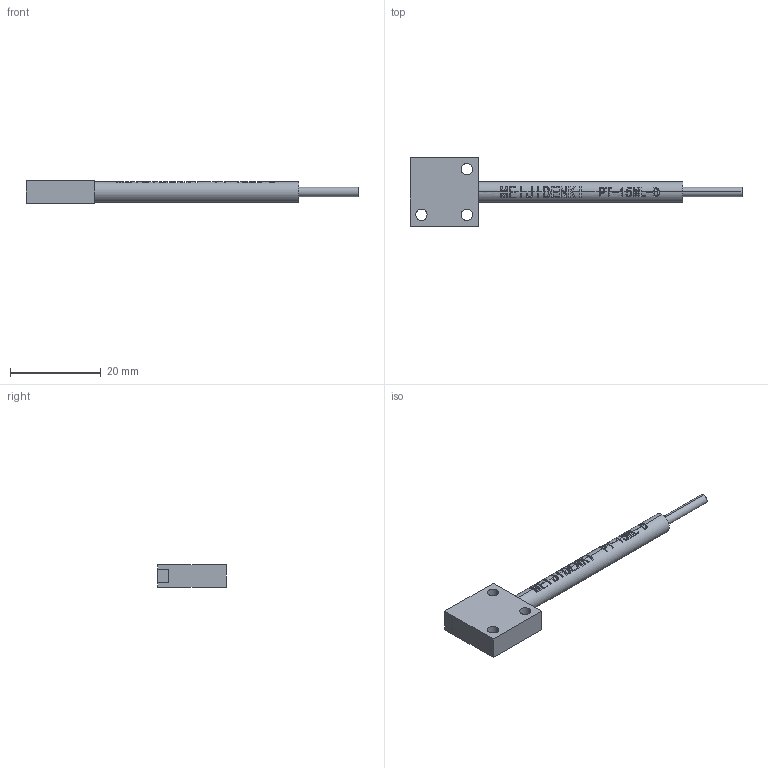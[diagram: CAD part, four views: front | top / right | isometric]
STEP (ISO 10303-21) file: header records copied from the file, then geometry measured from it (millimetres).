
FILE_DESCRIPTION (( 'STEP AP203' ), '1' );
FILE_NAME ('PT-15ML-D.STEP', '2016-06-30T01:58:09', ( '' ), ( '' ), 'SwSTEP 2.0', 'SolidWorks 2013', '' );
FILE_SCHEMA (( 'CONFIG_CONTROL_DESIGN' ));
Length unit declared in the file: millimetre
Products named in the file (1): PT-15ML-D
Bounding box: 73 x 15 x 5 mm (x, y, z)
Volume: 1495.2 mm3; surface area: 2406 mm2
Topology: 1 solids, 1 shells, 267 faces, 717 edges, 478 vertices
Faces by surface type: plane 178, cylinder 67, bspline 22
Entity records: 9805 total; most frequent: CARTESIAN_POINT 3062, ORIENTED_EDGE 1434, DIRECTION 1331, EDGE_CURVE 717, VERTEX_POINT 478, AXIS2_PLACEMENT_3D 450, VECTOR 431, LINE 431
